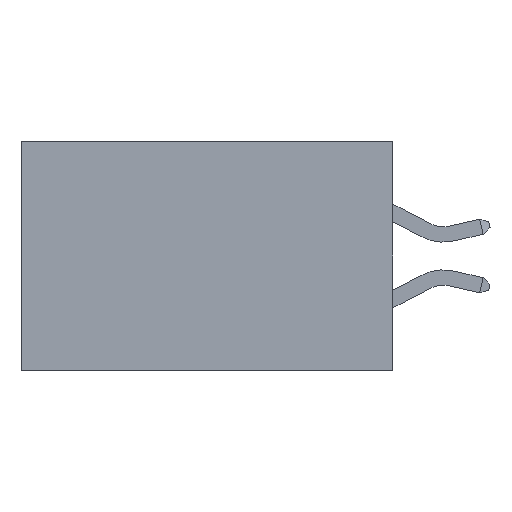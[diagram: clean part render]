
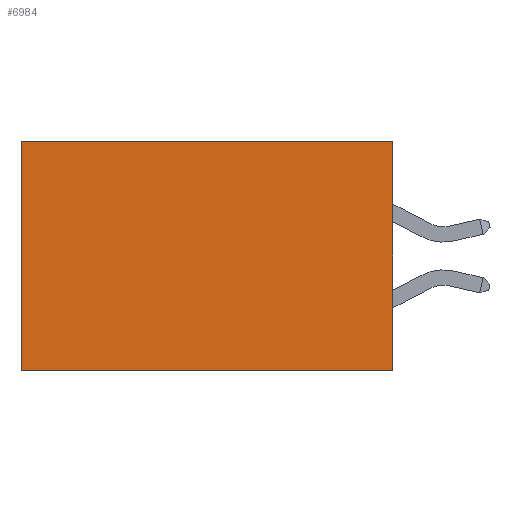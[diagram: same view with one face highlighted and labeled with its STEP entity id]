
A CAD part, left-side view. The second image highlights one B-rep face of the part: STEP entity #6984.
In plain terms, the highlighted planar face has unit normal (-1, 0, 0).
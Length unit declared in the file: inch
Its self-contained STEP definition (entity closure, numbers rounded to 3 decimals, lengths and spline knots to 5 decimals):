
#354 = CARTESIAN_POINT ( 'NONE',  ( 0.2875, 0.6, -0.37 ) ) ;
#408 = ORIENTED_EDGE ( 'NONE', *, *, #4840, .F. ) ;
#710 = ORIENTED_EDGE ( 'NONE', *, *, #7882, .T. ) ;
#765 = AXIS2_PLACEMENT_3D ( 'NONE', #3003, #4220, #3997 ) ;
#1114 = VERTEX_POINT ( 'NONE', #9567 ) ;
#1724 = CARTESIAN_POINT ( 'NONE',  ( 0.2875, 0., 0. ) ) ;
#3003 = CARTESIAN_POINT ( 'NONE',  ( 0.2875, 0., 0. ) ) ;
#3706 = FACE_OUTER_BOUND ( 'NONE', #11895, .T. ) ;
#3997 = DIRECTION ( 'NONE',  ( 0., 0., -1. ) ) ;
#4220 = DIRECTION ( 'NONE',  ( 1., 0., 0. ) ) ;
#4439 = PLANE ( 'NONE',  #765 ) ;
#4562 = CARTESIAN_POINT ( 'NONE',  ( 0.2875, 0.6, 0. ) ) ;
#4840 = EDGE_CURVE ( 'NONE', #1114, #10253, #7020, .T. ) ;
#4897 = CARTESIAN_POINT ( 'NONE',  ( 0.2875, 0., 0. ) ) ;
#5489 = DIRECTION ( 'NONE',  ( 0., 0., -1. ) ) ;
#5957 = VERTEX_POINT ( 'NONE', #4897 ) ;
#6323 = VECTOR ( 'NONE', #5489, 39.37008 ) ;
#6342 = DIRECTION ( 'NONE',  ( 0., 1., 0. ) ) ;
#6434 = DIRECTION ( 'NONE',  ( 0., 0., -1. ) ) ;
#6478 = LINE ( 'NONE', #1724, #8435 ) ;
#6949 = VECTOR ( 'NONE', #6342, 39.37008 ) ;
#6984 = ADVANCED_FACE ( 'NONE', ( #3706 ), #4439, .F. ) ;
#7020 = LINE ( 'NONE', #8663, #9745 ) ;
#7350 = DIRECTION ( 'NONE',  ( 0., 1., 0. ) ) ;
#7882 = EDGE_CURVE ( 'NONE', #5957, #10347, #9433, .T. ) ;
#8435 = VECTOR ( 'NONE', #6434, 39.37008 ) ;
#8574 = EDGE_CURVE ( 'NONE', #5957, #1114, #6478, .T. ) ;
#8663 = CARTESIAN_POINT ( 'NONE',  ( 0.2875, 0., -0.37 ) ) ;
#8865 = LINE ( 'NONE', #4562, #6323 ) ;
#9433 = LINE ( 'NONE', #11726, #6949 ) ;
#9567 = CARTESIAN_POINT ( 'NONE',  ( 0.2875, 0., -0.37 ) ) ;
#9745 = VECTOR ( 'NONE', #7350, 39.37008 ) ;
#9893 = CARTESIAN_POINT ( 'NONE',  ( 0.2875, 0.6, 0. ) ) ;
#10134 = ORIENTED_EDGE ( 'NONE', *, *, #11436, .T. ) ;
#10253 = VERTEX_POINT ( 'NONE', #354 ) ;
#10347 = VERTEX_POINT ( 'NONE', #9893 ) ;
#10397 = ORIENTED_EDGE ( 'NONE', *, *, #8574, .F. ) ;
#11436 = EDGE_CURVE ( 'NONE', #10347, #10253, #8865, .T. ) ;
#11726 = CARTESIAN_POINT ( 'NONE',  ( 0.2875, 0., 0. ) ) ;
#11895 = EDGE_LOOP ( 'NONE', ( #10134, #408, #10397, #710 ) ) ;
